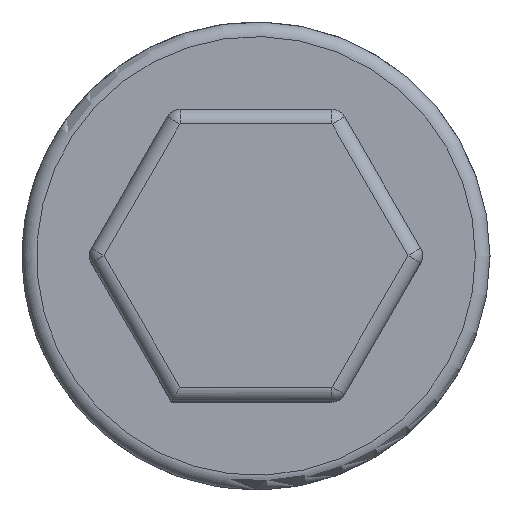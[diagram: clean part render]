
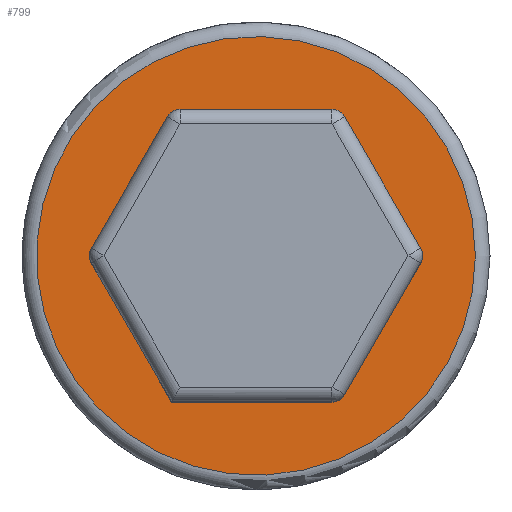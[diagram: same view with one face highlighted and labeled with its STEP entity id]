
A CAD part, top view. The second image highlights one B-rep face of the part: STEP entity #799.
In plain terms, the highlighted planar face has unit normal (0, 0, 1).
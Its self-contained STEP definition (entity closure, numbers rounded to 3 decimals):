
#156=CARTESIAN_POINT('',(2.598,-5.,2.));
#157=VERTEX_POINT('',#156);
#158=CARTESIAN_POINT('',(3.031,-4.75,2.));
#159=VERTEX_POINT('',#158);
#160=CARTESIAN_POINT('',(2.598,-4.5,2.));
#161=DIRECTION('',(0.,-1.,0.));
#162=DIRECTION('',(0.,-0.,1.));
#163=AXIS2_PLACEMENT_3D('',#160,#162,#161);
#164=CIRCLE('',#163,0.5);
#165=EDGE_CURVE('',#157,#159,#164,.T.);
#255=CARTESIAN_POINT('',(-5.629,0.25,2.));
#256=VERTEX_POINT('',#255);
#257=CARTESIAN_POINT('',(-5.629,-0.25,2.));
#258=VERTEX_POINT('',#257);
#259=CARTESIAN_POINT('',(-5.196,0.,2.));
#260=DIRECTION('',(-0.866,0.5,0.));
#261=DIRECTION('',(0.,0.,1.));
#262=AXIS2_PLACEMENT_3D('',#259,#261,#260);
#263=CIRCLE('',#262,0.5);
#264=EDGE_CURVE('',#256,#258,#263,.T.);
#344=CARTESIAN_POINT('',(5.629,-0.25,2.));
#345=VERTEX_POINT('',#344);
#346=CARTESIAN_POINT('',(5.629,0.25,2.));
#347=VERTEX_POINT('',#346);
#348=CARTESIAN_POINT('',(5.196,0.,2.));
#349=DIRECTION('',(0.866,-0.5,0.));
#350=DIRECTION('',(0.,-0.,1.));
#351=AXIS2_PLACEMENT_3D('',#348,#350,#349);
#352=CIRCLE('',#351,0.5);
#353=EDGE_CURVE('',#345,#347,#352,.T.);
#411=CARTESIAN_POINT('',(-2.598,5.,2.));
#412=VERTEX_POINT('',#411);
#413=CARTESIAN_POINT('',(-3.031,4.75,2.));
#414=VERTEX_POINT('',#413);
#415=CARTESIAN_POINT('',(-2.598,4.5,2.));
#416=DIRECTION('',(0.,1.,0.));
#417=DIRECTION('',(0.,0.,1.));
#418=AXIS2_PLACEMENT_3D('',#415,#417,#416);
#419=CIRCLE('',#418,0.5);
#420=EDGE_CURVE('',#412,#414,#419,.T.);
#500=CARTESIAN_POINT('',(3.031,4.75,2.));
#501=VERTEX_POINT('',#500);
#502=CARTESIAN_POINT('',(2.598,5.,2.));
#503=VERTEX_POINT('',#502);
#504=CARTESIAN_POINT('',(2.598,4.5,2.));
#505=DIRECTION('',(0.866,0.5,0.));
#506=DIRECTION('',(0.,0.,1.));
#507=AXIS2_PLACEMENT_3D('',#504,#506,#505);
#508=CIRCLE('',#507,0.5);
#509=EDGE_CURVE('',#501,#503,#508,.T.);
#600=CARTESIAN_POINT('',(-2.887,-5.,2.));
#601=VERTEX_POINT('',#600);
#602=CARTESIAN_POINT('',(-5.629,-0.25,2.));
#603=DIRECTION('',(0.5,-0.866,0.));
#604=VECTOR('',#603,5.485);
#605=LINE('',#602,#604);
#606=EDGE_CURVE('',#258,#601,#605,.T.);
#625=CARTESIAN_POINT('',(-3.031,4.75,2.));
#626=DIRECTION('',(-0.5,-0.866,0.));
#627=VECTOR('',#626,5.196);
#628=LINE('',#625,#627);
#629=EDGE_CURVE('',#414,#256,#628,.T.);
#642=CARTESIAN_POINT('',(2.598,5.,2.));
#643=DIRECTION('',(-1.,0.,0.));
#644=VECTOR('',#643,5.196);
#645=LINE('',#642,#644);
#646=EDGE_CURVE('',#503,#412,#645,.T.);
#681=CARTESIAN_POINT('',(-2.318,7.133,2.));
#682=VERTEX_POINT('',#681);
#690=CARTESIAN_POINT('',(7.5,0.,2.));
#691=VERTEX_POINT('',#690);
#692=CARTESIAN_POINT('',(0.,0.,2.));
#693=DIRECTION('',(-0.309,0.951,0.));
#694=DIRECTION('',(0.,-0.,-1.));
#695=AXIS2_PLACEMENT_3D('',#692,#694,#693);
#696=CIRCLE('',#695,7.5);
#697=EDGE_CURVE('',#682,#691,#696,.T.);
#699=CARTESIAN_POINT('',(0.,0.,2.));
#700=DIRECTION('',(1.,0.,0.));
#701=DIRECTION('',(0.,0.,-1.));
#702=AXIS2_PLACEMENT_3D('',#699,#701,#700);
#703=CIRCLE('',#702,7.5);
#704=EDGE_CURVE('',#691,#682,#703,.T.);
#762=CARTESIAN_POINT('',(0.,0.,2.));
#763=DIRECTION('',(1.,0.,0.));
#764=DIRECTION('',(0.,0.,1.));
#765=AXIS2_PLACEMENT_3D('',#762,#764,#763);
#766=PLANE('',#765);
#767=ORIENTED_EDGE('',*,*,#697,.F.);
#768=ORIENTED_EDGE('',*,*,#704,.F.);
#769=EDGE_LOOP('',(#767,#768));
#770=FACE_OUTER_BOUND('',#769,.T.);
#771=ORIENTED_EDGE('',*,*,#606,.F.);
#772=ORIENTED_EDGE('',*,*,#264,.F.);
#773=ORIENTED_EDGE('',*,*,#629,.F.);
#774=ORIENTED_EDGE('',*,*,#420,.F.);
#775=ORIENTED_EDGE('',*,*,#646,.F.);
#776=ORIENTED_EDGE('',*,*,#509,.F.);
#777=CARTESIAN_POINT('',(3.031,4.75,2.));
#778=DIRECTION('',(0.5,-0.866,0.));
#779=VECTOR('',#778,5.196);
#780=LINE('',#777,#779);
#781=EDGE_CURVE('',#501,#347,#780,.T.);
#782=ORIENTED_EDGE('E65',*,*,#781,.T.);
#783=ORIENTED_EDGE('E65',*,*,#353,.F.);
#784=CARTESIAN_POINT('',(5.629,-0.25,2.));
#785=DIRECTION('',(-0.5,-0.866,0.));
#786=VECTOR('',#785,5.196);
#787=LINE('',#784,#786);
#788=EDGE_CURVE('',#345,#159,#787,.T.);
#789=ORIENTED_EDGE('E66',*,*,#788,.T.);
#790=ORIENTED_EDGE('E66',*,*,#165,.F.);
#791=CARTESIAN_POINT('',(2.598,-5.,2.));
#792=DIRECTION('',(-1.,0.,0.));
#793=VECTOR('',#792,5.485);
#794=LINE('',#791,#793);
#795=EDGE_CURVE('',#157,#601,#794,.T.);
#796=ORIENTED_EDGE('E67',*,*,#795,.T.);
#797=EDGE_LOOP('',(#771,#772,#773,#774,#775,#776,#782,#783,#789,#790,#796));
#798=FACE_BOUND('',#797,.T.);
#799=ADVANCED_FACE('F26',(#770,#798),#766,.T.);
